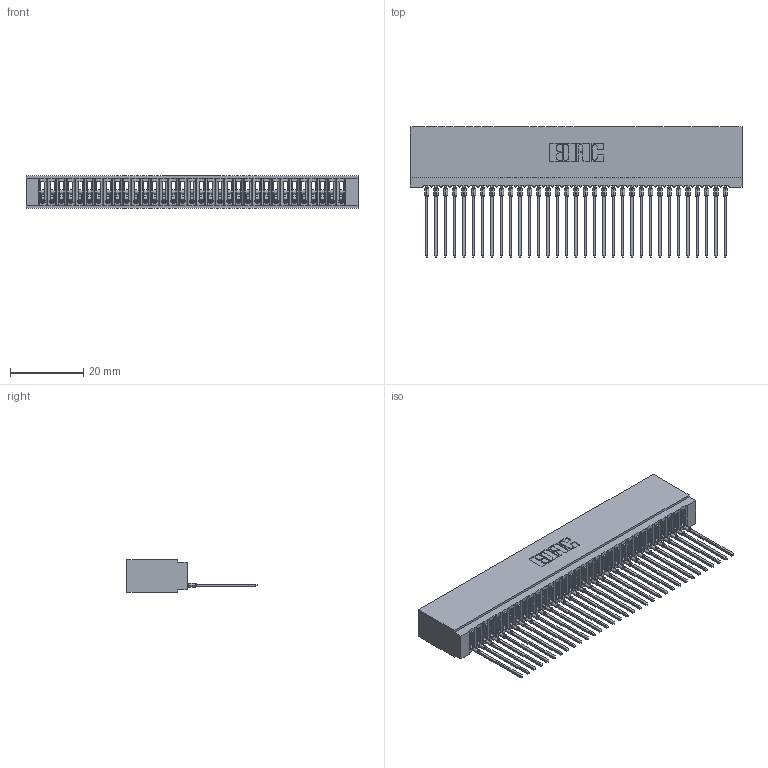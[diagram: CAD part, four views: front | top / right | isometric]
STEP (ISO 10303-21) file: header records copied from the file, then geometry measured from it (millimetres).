
FILE_DESCRIPTION (( 'STEP AP203' ), '1' );
FILE_NAME ('745-033-541-101.STEP', '2026-02-25T18:08:01', ( '' ), ( '' ), 'SwSTEP 2.0', 'SolidWorks 2023', '' );
FILE_SCHEMA (( 'CONFIG_CONTROL_DESIGN' ));
Length unit declared in the file: millimetre
Products named in the file (3): 745 Part_Insulator Option - 01; 745-033-541-101; 745-292-001_541
Assembly tree (34 placements, depth 2):
  745-033-541-101
    745 Part_Insulator Option - 01
    745-292-001_541  x33
Bounding box: 90.42 x 35.45 x 8.89 mm (x, y, z)
Volume: 8036.6 mm3; surface area: 15443.7 mm2
Topology: 34 solids, 34 shells, 3791 faces, 10422 edges, 6574 vertices
Faces by surface type: plane 2266, cylinder 667, bspline 660, torus 198
Entity records: 55729 total; most frequent: CARTESIAN_POINT 10322, ORIENTED_EDGE 9772, DIRECTION 8478, EDGE_CURVE 4886, VECTOR 4506, LINE 4506, VERTEX_POINT 3118, AXIS2_PLACEMENT_3D 1986
